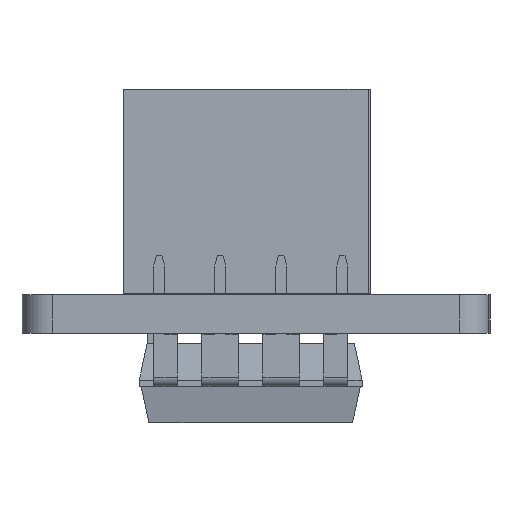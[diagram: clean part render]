
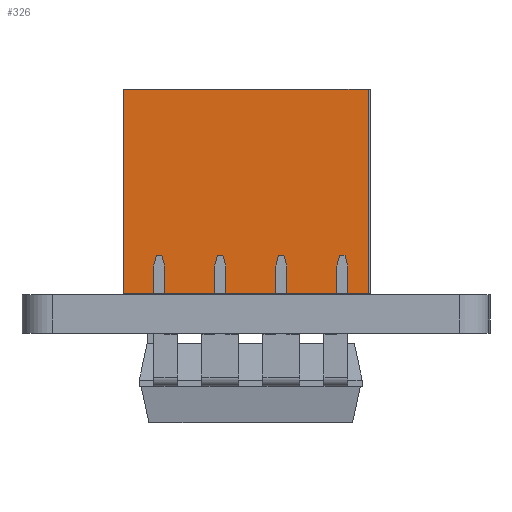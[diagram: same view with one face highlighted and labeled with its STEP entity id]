
A CAD part, left-side view. The second image highlights one B-rep face of the part: STEP entity #326.
In plain terms, the highlighted face is planar.
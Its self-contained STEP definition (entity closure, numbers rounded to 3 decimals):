
#326 = ADVANCED_FACE('',(#327),#361,.F.);
#327 = FACE_BOUND('',#328,.F.);
#328 = EDGE_LOOP('',(#329,#339,#347,#355));
#329 = ORIENTED_EDGE('',*,*,#330,.T.);
#330 = EDGE_CURVE('',#331,#333,#335,.T.);
#331 = VERTEX_POINT('',#332);
#332 = CARTESIAN_POINT('',(1.27,-8.89,0.));
#333 = VERTEX_POINT('',#334);
#334 = CARTESIAN_POINT('',(1.27,-8.89,8.5));
#335 = LINE('',#336,#337);
#336 = CARTESIAN_POINT('',(1.27,-8.89,0.));
#337 = VECTOR('',#338,1.);
#338 = DIRECTION('',(0.,0.,1.));
#339 = ORIENTED_EDGE('',*,*,#340,.T.);
#340 = EDGE_CURVE('',#333,#341,#343,.T.);
#341 = VERTEX_POINT('',#342);
#342 = CARTESIAN_POINT('',(1.27,1.27,8.5));
#343 = LINE('',#344,#345);
#344 = CARTESIAN_POINT('',(1.27,-8.89,8.5));
#345 = VECTOR('',#346,1.);
#346 = DIRECTION('',(0.,1.,0.));
#347 = ORIENTED_EDGE('',*,*,#348,.F.);
#348 = EDGE_CURVE('',#349,#341,#351,.T.);
#349 = VERTEX_POINT('',#350);
#350 = CARTESIAN_POINT('',(1.27,1.27,0.));
#351 = LINE('',#352,#353);
#352 = CARTESIAN_POINT('',(1.27,1.27,0.));
#353 = VECTOR('',#354,1.);
#354 = DIRECTION('',(0.,0.,1.));
#355 = ORIENTED_EDGE('',*,*,#356,.F.);
#356 = EDGE_CURVE('',#331,#349,#357,.T.);
#357 = LINE('',#358,#359);
#358 = CARTESIAN_POINT('',(1.27,-8.89,0.));
#359 = VECTOR('',#360,1.);
#360 = DIRECTION('',(0.,1.,0.));
#361 = PLANE('',#362);
#362 = AXIS2_PLACEMENT_3D('',#363,#364,#365);
#363 = CARTESIAN_POINT('',(1.27,-8.89,0.));
#364 = DIRECTION('',(-1.,0.,0.));
#365 = DIRECTION('',(0.,1.,0.));
